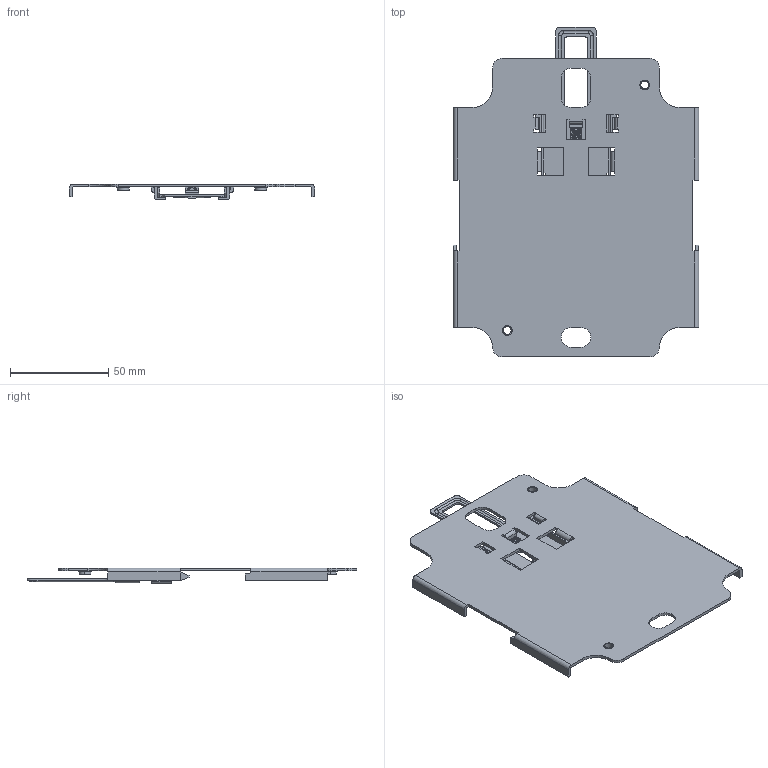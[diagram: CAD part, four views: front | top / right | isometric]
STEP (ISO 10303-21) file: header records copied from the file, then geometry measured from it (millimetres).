
FILE_DESCRIPTION((''),'2;1');
FILE_NAME('DIN24_ASM','2021-09-07T14:31:07',('zhxmin'),(''),'CREO PARAMETRIC BY PTC INC, 2018020','CREO PARAMETRIC BY PTC INC, 2018020','');
FILE_SCHEMA(('CONFIG_CONTROL_DESIGN','SHAPE_APPEARANCE_LAYERS_GROUPS'));
Length unit declared in the file: metre
Products named in the file (7): 4P-8-040-350_SOLID_1; 4P-8-040-350_QUILT_1; 4P-8-040-350_QUILT_2; 3P-8-271-166_1_2_3; 3P-8-282-597-ZHUANGPEI_1; 4P-5-149-013_ASM; DIN24_ASM
Assembly tree (6 placements, depth 3):
  DIN24_ASM
    4P-5-149-013_ASM
      4P-8-040-350_SOLID_1
      4P-8-040-350_QUILT_1
      4P-8-040-350_QUILT_2
      3P-8-271-166_1_2_3
      3P-8-282-597-ZHUANGPEI_1
Bounding box: 125 x 168 x 8.1 mm (x, y, z)
Volume: 27930.5 mm3; surface area: 40800.2 mm2
Topology: 3 solids, 5 shells, 272 faces, 782 edges, 514 vertices
Faces by surface type: plane 175, cylinder 73, bspline 14, torus 6, sphere 4
Entity records: 12064 total; most frequent: CARTESIAN_POINT 4467, ORIENTED_EDGE 1548, DIRECTION 1481, EDGE_CURVE 778, VECTOR 563, LINE 563, VERTEX_POINT 514, AXIS2_PLACEMENT_3D 459
